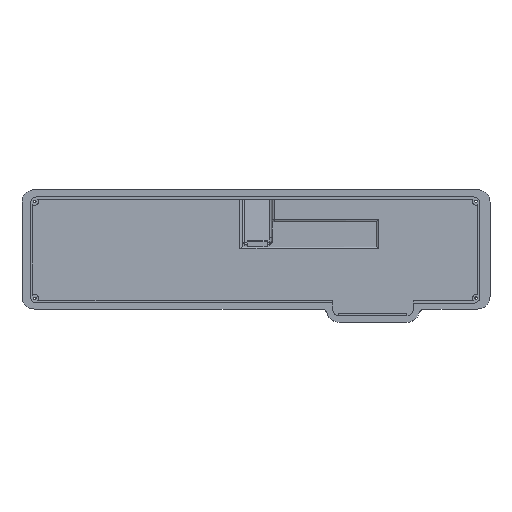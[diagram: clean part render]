
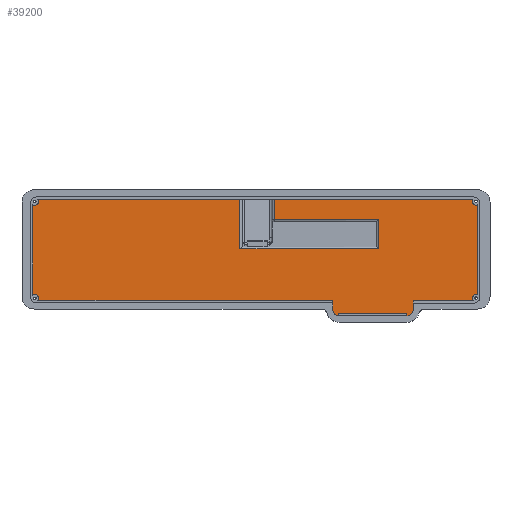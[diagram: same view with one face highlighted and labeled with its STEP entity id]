
A CAD part, top view. The second image highlights one B-rep face of the part: STEP entity #39200.
In plain terms, the highlighted planar face has unit normal (0, 0, 1).
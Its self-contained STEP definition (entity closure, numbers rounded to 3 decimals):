
#1648=FACE_OUTER_BOUND('',#3932,.T.);
#3932=EDGE_LOOP('',(#25867,#25868,#25869,#25870,#25871,#25872,#25873,#25874,
#25875,#25876,#25877,#25878,#25879,#25880,#25881,#25882,#25883,#25884,#25885,
#25886,#25887,#25888,#25889,#25890));
#6573=CIRCLE('',#41487,3.);
#6574=CIRCLE('',#41488,3.);
#6575=CIRCLE('',#41489,5.);
#6576=CIRCLE('',#41490,5.);
#6577=CIRCLE('',#41491,3.);
#6578=CIRCLE('',#41492,3.);
#6728=LINE('',#53522,#11513);
#6729=LINE('',#53524,#11514);
#6730=LINE('',#53528,#11515);
#6731=LINE('',#53532,#11516);
#6732=LINE('',#53534,#11517);
#6733=LINE('',#53536,#11518);
#6734=LINE('',#53540,#11519);
#6735=LINE('',#53542,#11520);
#6736=LINE('',#53544,#11521);
#6737=LINE('',#53548,#11522);
#6738=LINE('',#53550,#11523);
#6739=LINE('',#53552,#11524);
#6740=LINE('',#53556,#11525);
#6741=LINE('',#53560,#11526);
#6742=LINE('',#53562,#11527);
#6743=LINE('',#53564,#11528);
#6744=LINE('',#53566,#11529);
#6745=LINE('',#53567,#11530);
#11513=VECTOR('',#43905,10.);
#11514=VECTOR('',#43906,10.);
#11515=VECTOR('',#43909,10.);
#11516=VECTOR('',#43912,10.);
#11517=VECTOR('',#43913,10.);
#11518=VECTOR('',#43914,10.);
#11519=VECTOR('',#43917,10.);
#11520=VECTOR('',#43918,10.);
#11521=VECTOR('',#43919,10.);
#11522=VECTOR('',#43922,10.);
#11523=VECTOR('',#43923,10.);
#11524=VECTOR('',#43924,10.);
#11525=VECTOR('',#43927,10.);
#11526=VECTOR('',#43930,10.);
#11527=VECTOR('',#43931,10.);
#11528=VECTOR('',#43932,10.);
#11529=VECTOR('',#43933,10.);
#11530=VECTOR('',#43934,10.);
#16298=VERTEX_POINT('',#53520);
#16299=VERTEX_POINT('',#53521);
#16300=VERTEX_POINT('',#53523);
#16301=VERTEX_POINT('',#53525);
#16302=VERTEX_POINT('',#53527);
#16303=VERTEX_POINT('',#53529);
#16304=VERTEX_POINT('',#53531);
#16305=VERTEX_POINT('',#53533);
#16306=VERTEX_POINT('',#53535);
#16307=VERTEX_POINT('',#53537);
#16308=VERTEX_POINT('',#53539);
#16309=VERTEX_POINT('',#53541);
#16310=VERTEX_POINT('',#53543);
#16311=VERTEX_POINT('',#53545);
#16312=VERTEX_POINT('',#53547);
#16313=VERTEX_POINT('',#53549);
#16314=VERTEX_POINT('',#53551);
#16315=VERTEX_POINT('',#53553);
#16316=VERTEX_POINT('',#53555);
#16317=VERTEX_POINT('',#53557);
#16318=VERTEX_POINT('',#53559);
#16319=VERTEX_POINT('',#53561);
#16320=VERTEX_POINT('',#53563);
#16321=VERTEX_POINT('',#53565);
#20112=EDGE_CURVE('',#16298,#16299,#6728,.T.);
#20113=EDGE_CURVE('',#16298,#16300,#6729,.T.);
#20114=EDGE_CURVE('',#16300,#16301,#6573,.T.);
#20115=EDGE_CURVE('',#16301,#16302,#6730,.T.);
#20116=EDGE_CURVE('',#16302,#16303,#6574,.T.);
#20117=EDGE_CURVE('',#16303,#16304,#6731,.T.);
#20118=EDGE_CURVE('',#16304,#16305,#6732,.T.);
#20119=EDGE_CURVE('',#16305,#16306,#6733,.T.);
#20120=EDGE_CURVE('',#16306,#16307,#6575,.T.);
#20121=EDGE_CURVE('',#16307,#16308,#6734,.T.);
#20122=EDGE_CURVE('',#16308,#16309,#6735,.T.);
#20123=EDGE_CURVE('',#16309,#16310,#6736,.T.);
#20124=EDGE_CURVE('',#16310,#16311,#6576,.T.);
#20125=EDGE_CURVE('',#16311,#16312,#6737,.T.);
#20126=EDGE_CURVE('',#16312,#16313,#6738,.T.);
#20127=EDGE_CURVE('',#16313,#16314,#6739,.T.);
#20128=EDGE_CURVE('',#16314,#16315,#6577,.T.);
#20129=EDGE_CURVE('',#16315,#16316,#6740,.T.);
#20130=EDGE_CURVE('',#16316,#16317,#6578,.T.);
#20131=EDGE_CURVE('',#16317,#16318,#6741,.T.);
#20132=EDGE_CURVE('',#16319,#16318,#6742,.T.);
#20133=EDGE_CURVE('',#16320,#16319,#6743,.T.);
#20134=EDGE_CURVE('',#16321,#16320,#6744,.T.);
#20135=EDGE_CURVE('',#16299,#16321,#6745,.T.);
#25867=ORIENTED_EDGE('',*,*,#20112,.F.);
#25868=ORIENTED_EDGE('',*,*,#20113,.T.);
#25869=ORIENTED_EDGE('',*,*,#20114,.T.);
#25870=ORIENTED_EDGE('',*,*,#20115,.T.);
#25871=ORIENTED_EDGE('',*,*,#20116,.T.);
#25872=ORIENTED_EDGE('',*,*,#20117,.T.);
#25873=ORIENTED_EDGE('',*,*,#20118,.T.);
#25874=ORIENTED_EDGE('',*,*,#20119,.T.);
#25875=ORIENTED_EDGE('',*,*,#20120,.T.);
#25876=ORIENTED_EDGE('',*,*,#20121,.T.);
#25877=ORIENTED_EDGE('',*,*,#20122,.T.);
#25878=ORIENTED_EDGE('',*,*,#20123,.T.);
#25879=ORIENTED_EDGE('',*,*,#20124,.T.);
#25880=ORIENTED_EDGE('',*,*,#20125,.T.);
#25881=ORIENTED_EDGE('',*,*,#20126,.T.);
#25882=ORIENTED_EDGE('',*,*,#20127,.T.);
#25883=ORIENTED_EDGE('',*,*,#20128,.T.);
#25884=ORIENTED_EDGE('',*,*,#20129,.T.);
#25885=ORIENTED_EDGE('',*,*,#20130,.T.);
#25886=ORIENTED_EDGE('',*,*,#20131,.T.);
#25887=ORIENTED_EDGE('',*,*,#20132,.F.);
#25888=ORIENTED_EDGE('',*,*,#20133,.F.);
#25889=ORIENTED_EDGE('',*,*,#20134,.F.);
#25890=ORIENTED_EDGE('',*,*,#20135,.F.);
#37377=PLANE('',#41486);
#39200=ADVANCED_FACE('',(#1648),#37377,.F.);
#41486=AXIS2_PLACEMENT_3D('',#53519,#43903,#43904);
#41487=AXIS2_PLACEMENT_3D('',#53526,#43907,#43908);
#41488=AXIS2_PLACEMENT_3D('',#53530,#43910,#43911);
#41489=AXIS2_PLACEMENT_3D('',#53538,#43915,#43916);
#41490=AXIS2_PLACEMENT_3D('',#53546,#43920,#43921);
#41491=AXIS2_PLACEMENT_3D('',#53554,#43925,#43926);
#41492=AXIS2_PLACEMENT_3D('',#53558,#43928,#43929);
#43903=DIRECTION('center_axis',(0.,0.,-1.));
#43904=DIRECTION('ref_axis',(1.,0.,0.));
#43905=DIRECTION('',(0.,-1.,0.));
#43906=DIRECTION('',(-1.,0.,0.));
#43907=DIRECTION('center_axis',(0.,0.,-1.));
#43908=DIRECTION('ref_axis',(1.,0.,0.));
#43909=DIRECTION('',(0.,-1.,0.));
#43910=DIRECTION('center_axis',(0.,0.,-1.));
#43911=DIRECTION('ref_axis',(1.,0.,0.));
#43912=DIRECTION('',(1.,0.001,0.));
#43913=DIRECTION('',(0.001,-1.,0.));
#43914=DIRECTION('',(0.,-1.,0.));
#43915=DIRECTION('center_axis',(0.,0.,1.));
#43916=DIRECTION('ref_axis',(-0.707,-0.707,0.));
#43917=DIRECTION('',(0.,1.,0.));
#43918=DIRECTION('',(1.,0.,0.));
#43919=DIRECTION('',(0.,-1.,0.));
#43920=DIRECTION('center_axis',(0.,0.,1.));
#43921=DIRECTION('ref_axis',(0.708,-0.707,0.));
#43922=DIRECTION('',(-0.001,1.,0.));
#43923=DIRECTION('',(0.,1.,0.));
#43924=DIRECTION('',(1.,0.,0.));
#43925=DIRECTION('center_axis',(0.,0.,-1.));
#43926=DIRECTION('ref_axis',(1.,0.,0.));
#43927=DIRECTION('',(0.,1.,0.));
#43928=DIRECTION('center_axis',(0.,0.,-1.));
#43929=DIRECTION('ref_axis',(1.,0.,0.));
#43930=DIRECTION('',(-1.,0.,0.));
#43931=DIRECTION('',(0.,1.,0.));
#43932=DIRECTION('',(-1.,0.,0.));
#43933=DIRECTION('',(0.,1.,0.));
#43934=DIRECTION('',(1.,0.,0.));
#53519=CARTESIAN_POINT('Origin',(-29.302,-1.192,16.98));
#53520=CARTESIAN_POINT('',(-42.284,44.374,16.98));
#53521=CARTESIAN_POINT('',(-42.284,4.581,16.98));
#53522=CARTESIAN_POINT('',(-42.284,0.044,16.98));
#53523=CARTESIAN_POINT('',(-205.169,44.374,16.98));
#53524=CARTESIAN_POINT('',(-117.747,44.374,16.98));
#53525=CARTESIAN_POINT('',(-209.192,40.114,16.98));
#53526=CARTESIAN_POINT('Origin',(-207.65,42.688,16.98));
#53527=CARTESIAN_POINT('',(-209.198,-32.73,16.98));
#53528=CARTESIAN_POINT('',(-209.197,-17.587,16.98));
#53529=CARTESIAN_POINT('',(-205.139,-36.998,16.98));
#53530=CARTESIAN_POINT('Origin',(-207.584,-35.259,16.98));
#53531=CARTESIAN_POINT('',(32.49,-36.851,16.98));
#53532=CARTESIAN_POINT('',(1.605,-36.87,16.98));
#53533=CARTESIAN_POINT('',(32.491,-38.851,16.98));
#53534=CARTESIAN_POINT('',(32.48,-20.003,16.98));
#53535=CARTESIAN_POINT('',(32.491,-44.36,16.98));
#53536=CARTESIAN_POINT('',(32.491,-22.776,16.98));
#53537=CARTESIAN_POINT('',(37.492,-49.36,16.98));
#53538=CARTESIAN_POINT('Origin',(37.491,-44.36,16.98));
#53539=CARTESIAN_POINT('',(37.492,-47.36,16.98));
#53540=CARTESIAN_POINT('',(37.488,-25.271,16.98));
#53541=CARTESIAN_POINT('',(92.397,-47.352,16.98));
#53542=CARTESIAN_POINT('',(31.551,-47.361,16.98));
#53543=CARTESIAN_POINT('',(92.397,-49.352,16.98));
#53544=CARTESIAN_POINT('',(92.393,-25.263,16.98));
#53545=CARTESIAN_POINT('',(97.396,-44.347,16.98));
#53546=CARTESIAN_POINT('Origin',(92.396,-44.352,16.98));
#53547=CARTESIAN_POINT('',(97.391,-39.191,16.98));
#53548=CARTESIAN_POINT('',(97.373,-20.129,16.98));
#53549=CARTESIAN_POINT('',(97.391,-37.191,16.98));
#53550=CARTESIAN_POINT('',(97.388,-20.18,16.98));
#53551=CARTESIAN_POINT('',(145.79,-37.182,16.98));
#53552=CARTESIAN_POINT('',(58.473,-37.198,16.98));
#53553=CARTESIAN_POINT('',(149.241,-32.459,16.98));
#53554=CARTESIAN_POINT('Origin',(148.054,-35.215,16.98));
#53555=CARTESIAN_POINT('',(149.234,40.075,16.98));
#53556=CARTESIAN_POINT('',(149.236,20.099,16.98));
#53557=CARTESIAN_POINT('',(145.447,44.374,16.98));
#53558=CARTESIAN_POINT('Origin',(148.01,42.814,16.98));
#53559=CARTESIAN_POINT('',(-14.284,44.374,16.98));
#53560=CARTESIAN_POINT('',(-117.747,44.374,16.98));
#53561=CARTESIAN_POINT('',(-14.284,28.241,16.98));
#53562=CARTESIAN_POINT('',(-14.284,20.874,16.98));
#53563=CARTESIAN_POINT('',(69.679,28.241,16.98));
#53564=CARTESIAN_POINT('',(-23.131,28.241,16.98));
#53565=CARTESIAN_POINT('',(69.679,4.581,16.98));
#53566=CARTESIAN_POINT('',(69.679,7.874,16.98));
#53567=CARTESIAN_POINT('',(3.85,4.581,16.98));
